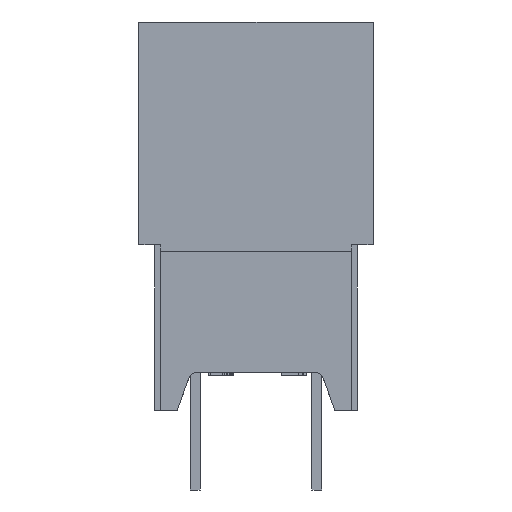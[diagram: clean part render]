
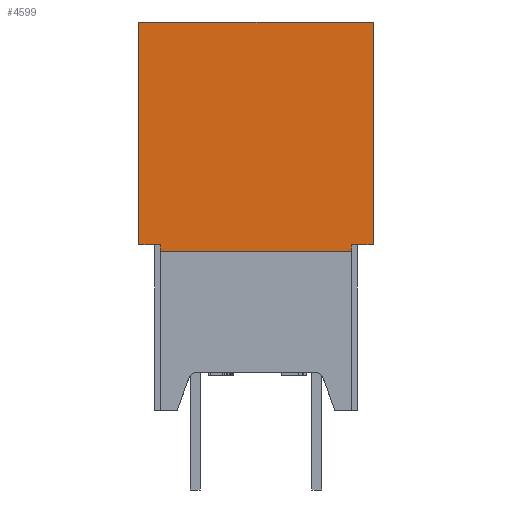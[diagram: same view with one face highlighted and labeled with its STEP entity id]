
A CAD part, left-side view. The second image highlights one B-rep face of the part: STEP entity #4599.
In plain terms, the highlighted planar face has unit normal (-1, 0, 0).
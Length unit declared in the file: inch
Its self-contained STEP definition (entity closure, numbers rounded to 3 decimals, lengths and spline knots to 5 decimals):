
#2=DIRECTION('',(0.,0.,1.));
#3=VECTOR('',#2,0.35);
#4=CARTESIAN_POINT('',(-0.88,0.184,-0.35));
#5=LINE('',#4,#3);
#6=DIRECTION('',(0.,-1.,0.));
#7=VECTOR('',#6,0.368);
#8=CARTESIAN_POINT('',(-0.88,0.184,0.));
#9=LINE('',#8,#7);
#10=DIRECTION('',(0.,0.,-1.));
#11=VECTOR('',#10,0.35);
#12=CARTESIAN_POINT('',(-0.88,-0.184,0.));
#13=LINE('',#12,#11);
#18=DIRECTION('',(0.,-1.,0.));
#19=VECTOR('',#18,0.034);
#20=CARTESIAN_POINT('',(-0.88,-0.15,-0.35));
#21=LINE('',#20,#19);
#66=DIRECTION('',(0.,-1.,0.));
#67=VECTOR('',#66,0.034);
#68=CARTESIAN_POINT('',(-0.88,0.184,-0.35));
#69=LINE('',#68,#67);
#94=DIRECTION('',(0.,0.,-1.));
#95=VECTOR('',#94,0.01);
#96=CARTESIAN_POINT('',(-0.88,-0.15,-0.35));
#97=LINE('',#96,#95);
#1008=DIRECTION('',(0.,0.,-1.));
#1009=VECTOR('',#1008,0.01);
#1010=CARTESIAN_POINT('',(-0.88,0.15,-0.35));
#1011=LINE('',#1010,#1009);
#1150=DIRECTION('',(0.,1.,0.));
#1151=VECTOR('',#1150,0.3);
#1152=CARTESIAN_POINT('',(-0.88,-0.15,-0.36));
#1153=LINE('',#1152,#1151);
#3474=CARTESIAN_POINT('',(-0.88,0.184,-0.35));
#3475=CARTESIAN_POINT('',(-0.88,0.184,0.));
#3476=VERTEX_POINT('',#3474);
#3477=VERTEX_POINT('',#3475);
#3478=CARTESIAN_POINT('',(-0.88,-0.184,0.));
#3479=VERTEX_POINT('',#3478);
#3480=CARTESIAN_POINT('',(-0.88,-0.184,-0.35));
#3481=VERTEX_POINT('',#3480);
#3646=CARTESIAN_POINT('',(-0.88,-0.15,-0.36));
#3648=VERTEX_POINT('',#3646);
#3650=CARTESIAN_POINT('',(-0.88,0.15,-0.36));
#3652=VERTEX_POINT('',#3650);
#3756=CARTESIAN_POINT('',(-0.88,-0.15,-0.35));
#3758=VERTEX_POINT('',#3756);
#3764=CARTESIAN_POINT('',(-0.88,0.15,-0.35));
#3766=VERTEX_POINT('',#3764);
#4576=CARTESIAN_POINT('',(-0.88,0.,0.));
#4577=DIRECTION('',(1.,0.,0.));
#4578=DIRECTION('',(0.,0.,-1.));
#4579=AXIS2_PLACEMENT_3D('',#4576,#4577,#4578);
#4580=PLANE('',#4579);
#4582=ORIENTED_EDGE('',*,*,#4581,.F.);
#4584=ORIENTED_EDGE('',*,*,#4583,.T.);
#4586=ORIENTED_EDGE('',*,*,#4585,.T.);
#4588=ORIENTED_EDGE('',*,*,#4587,.F.);
#4590=ORIENTED_EDGE('',*,*,#4589,.F.);
#4592=ORIENTED_EDGE('',*,*,#4591,.T.);
#4594=ORIENTED_EDGE('',*,*,#4593,.T.);
#4596=ORIENTED_EDGE('',*,*,#4595,.T.);
#4597=EDGE_LOOP('',(#4582,#4584,#4586,#4588,#4590,#4592,#4594,#4596));
#4598=FACE_OUTER_BOUND('',#4597,.F.);
#4581=EDGE_CURVE('',#3758,#3481,#21,.T.);
#4583=EDGE_CURVE('',#3758,#3648,#97,.T.);
#4585=EDGE_CURVE('',#3648,#3652,#1153,.T.);
#4587=EDGE_CURVE('',#3766,#3652,#1011,.T.);
#4589=EDGE_CURVE('',#3476,#3766,#69,.T.);
#4591=EDGE_CURVE('',#3476,#3477,#5,.T.);
#4593=EDGE_CURVE('',#3477,#3479,#9,.T.);
#4595=EDGE_CURVE('',#3479,#3481,#13,.T.);
#4599=ADVANCED_FACE('',(#4598),#4580,.F.);
